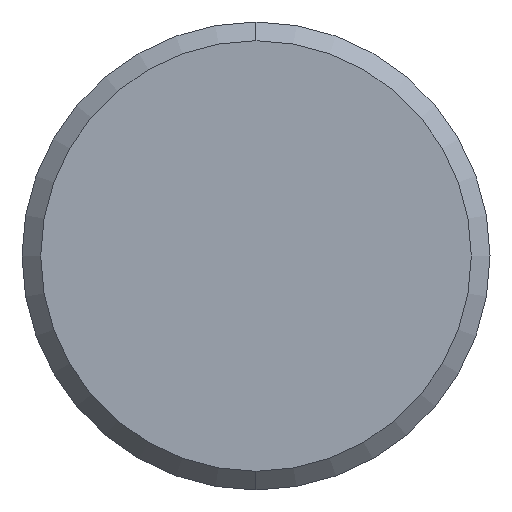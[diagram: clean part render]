
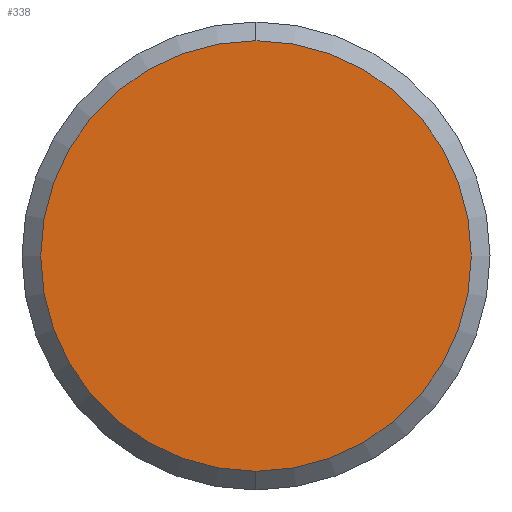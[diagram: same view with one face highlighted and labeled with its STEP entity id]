
A CAD part, left-side view. The second image highlights one B-rep face of the part: STEP entity #338.
In plain terms, the highlighted planar face has unit normal (-1, 0, 0).
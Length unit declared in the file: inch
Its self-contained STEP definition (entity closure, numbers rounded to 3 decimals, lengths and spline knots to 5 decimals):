
#26 = VERTEX_POINT ( 'NONE', #595 ) ;
#48 = CARTESIAN_POINT ( 'NONE',  ( 0., 0., 0. ) ) ;
#90 = AXIS2_PLACEMENT_3D ( 'NONE', #48, #296, #399 ) ;
#100 = DIRECTION ( 'NONE',  ( -1., 0., 0. ) ) ;
#221 = DIRECTION ( 'NONE',  ( -1., 0., 0. ) ) ;
#266 = VERTEX_POINT ( 'NONE', #271 ) ;
#271 = CARTESIAN_POINT ( 'NONE',  ( 0., 0., -0.22985 ) ) ;
#296 = DIRECTION ( 'NONE',  ( 1., 0., 0. ) ) ;
#321 = ORIENTED_EDGE ( 'NONE', *, *, #588, .T. ) ;
#329 = ORIENTED_EDGE ( 'NONE', *, *, #609, .T. ) ;
#338 = ADVANCED_FACE ( 'NONE', ( #567 ), #690, .F. ) ;
#343 = DIRECTION ( 'NONE',  ( 0., 0., 1. ) ) ;
#399 = DIRECTION ( 'NONE',  ( 0., 0., -1. ) ) ;
#400 = CARTESIAN_POINT ( 'NONE',  ( 0., 0., 0. ) ) ;
#448 = DIRECTION ( 'NONE',  ( 0., 0., 1. ) ) ;
#551 = CIRCLE ( 'NONE', #722, 0.22985 ) ;
#567 = FACE_OUTER_BOUND ( 'NONE', #635, .T. ) ;
#588 = EDGE_CURVE ( 'NONE', #266, #26, #695, .T. ) ;
#595 = CARTESIAN_POINT ( 'NONE',  ( 0., 0., 0.22985 ) ) ;
#609 = EDGE_CURVE ( 'NONE', #26, #266, #551, .T. ) ;
#635 = EDGE_LOOP ( 'NONE', ( #321, #329 ) ) ;
#675 = AXIS2_PLACEMENT_3D ( 'NONE', #400, #100, #343 ) ;
#690 = PLANE ( 'NONE',  #90 ) ;
#695 = CIRCLE ( 'NONE', #675, 0.22985 ) ;
#722 = AXIS2_PLACEMENT_3D ( 'NONE', #741, #221, #448 ) ;
#741 = CARTESIAN_POINT ( 'NONE',  ( 0., 0., 0. ) ) ;
